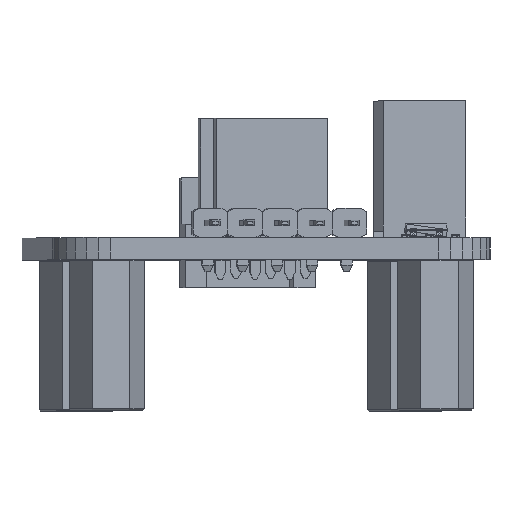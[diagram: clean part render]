
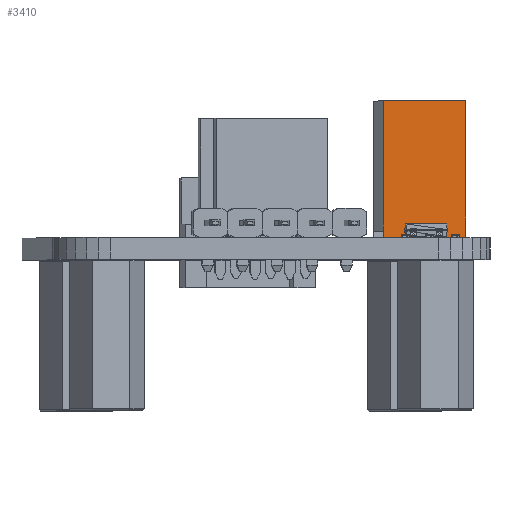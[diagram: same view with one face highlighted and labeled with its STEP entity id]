
A CAD part, top view. The second image highlights one B-rep face of the part: STEP entity #3410.
In plain terms, the highlighted face is planar.
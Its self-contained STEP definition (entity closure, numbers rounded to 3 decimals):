
#221 = DIRECTION ( 'NONE',  ( 0., -1., 0. ) ) ;
#464 = CARTESIAN_POINT ( 'NONE',  ( -5.75, 10., -3. ) ) ;
#1915 = EDGE_CURVE ( 'NONE', #7217, #5840, #5522, .T. ) ;
#2370 = VECTOR ( 'NONE', #21238, 1000. ) ;
#3208 = DIRECTION ( 'NONE',  ( 1., 0., 0. ) ) ;
#3410 = ADVANCED_FACE ( 'NONE', ( #19633 ), #22282, .F. ) ;
#4929 = CARTESIAN_POINT ( 'NONE',  ( -5.75, 10., -3. ) ) ;
#5035 = ORIENTED_EDGE ( 'NONE', *, *, #15999, .F. ) ;
#5303 = ORIENTED_EDGE ( 'NONE', *, *, #24424, .F. ) ;
#5522 = LINE ( 'NONE', #13306, #27767 ) ;
#5840 = VERTEX_POINT ( 'NONE', #20359 ) ;
#6304 = CARTESIAN_POINT ( 'NONE',  ( -5.75, 0., 3. ) ) ;
#6538 = CARTESIAN_POINT ( 'NONE',  ( -5.75, 10., -3. ) ) ;
#7217 = VERTEX_POINT ( 'NONE', #4929 ) ;
#8240 = ORIENTED_EDGE ( 'NONE', *, *, #1915, .T. ) ;
#8760 = LINE ( 'NONE', #464, #29241 ) ;
#11331 = LINE ( 'NONE', #24441, #22041 ) ;
#13306 = CARTESIAN_POINT ( 'NONE',  ( -5.75, 10., -3. ) ) ;
#15999 = EDGE_CURVE ( 'NONE', #7217, #21902, #8760, .T. ) ;
#17196 = VERTEX_POINT ( 'NONE', #6304 ) ;
#19633 = FACE_OUTER_BOUND ( 'NONE', #27003, .T. ) ;
#19798 = DIRECTION ( 'NONE',  ( 0., 0., -1. ) ) ;
#20359 = CARTESIAN_POINT ( 'NONE',  ( -5.75, 0., -3. ) ) ;
#21238 = DIRECTION ( 'NONE',  ( 0., 0., -1. ) ) ;
#21902 = VERTEX_POINT ( 'NONE', #33502 ) ;
#22041 = VECTOR ( 'NONE', #32891, 1000. ) ;
#22282 = PLANE ( 'NONE',  #31226 ) ;
#22462 = EDGE_CURVE ( 'NONE', #21902, #17196, #11331, .T. ) ;
#23197 = CARTESIAN_POINT ( 'NONE',  ( -5.75, 0., -3. ) ) ;
#24424 = EDGE_CURVE ( 'NONE', #17196, #5840, #26710, .T. ) ;
#24441 = CARTESIAN_POINT ( 'NONE',  ( -5.75, 10., 3. ) ) ;
#26710 = LINE ( 'NONE', #23197, #2370 ) ;
#27003 = EDGE_LOOP ( 'NONE', ( #31764, #5035, #8240, #5303 ) ) ;
#27767 = VECTOR ( 'NONE', #221, 1000. ) ;
#29241 = VECTOR ( 'NONE', #30157, 1000. ) ;
#30157 = DIRECTION ( 'NONE',  ( 0., 0., 1. ) ) ;
#31226 = AXIS2_PLACEMENT_3D ( 'NONE', #6538, #3208, #19798 ) ;
#31764 = ORIENTED_EDGE ( 'NONE', *, *, #22462, .F. ) ;
#32891 = DIRECTION ( 'NONE',  ( 0., -1., 0. ) ) ;
#33502 = CARTESIAN_POINT ( 'NONE',  ( -5.75, 10., 3. ) ) ;
